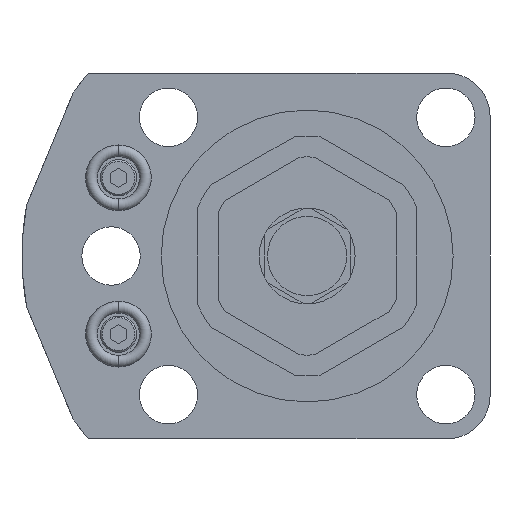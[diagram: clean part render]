
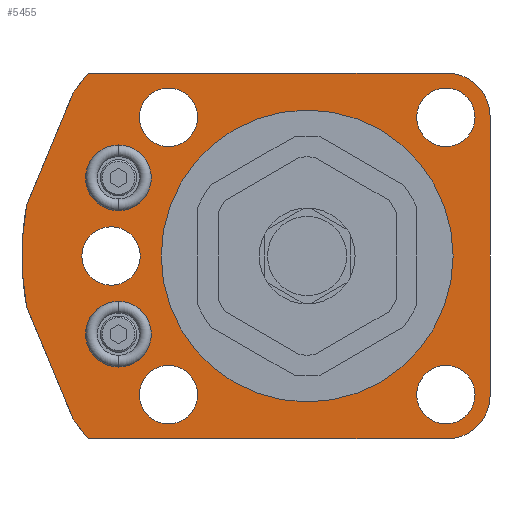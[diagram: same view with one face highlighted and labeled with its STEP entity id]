
A CAD part, front view. The second image highlights one B-rep face of the part: STEP entity #5455.
In plain terms, the highlighted planar face has unit normal (0, -1, 0).
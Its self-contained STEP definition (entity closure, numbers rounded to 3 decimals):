
#151=CARTESIAN_POINT('',(0.,0.,0.));
#152=DIRECTION('',(0.,-1.,0.));
#153=DIRECTION('',(-0.821,0.,-0.571));
#154=AXIS2_PLACEMENT_3D('',#151,#152,#153);
#169=CARTESIAN_POINT('',(0.,0.,0.));
#170=DIRECTION('',(0.,-1.,0.));
#171=DIRECTION('',(-0.767,0.,0.641));
#172=AXIS2_PLACEMENT_3D('',#169,#170,#171);
#207=CARTESIAN_POINT('',(0.,0.,0.));
#208=DIRECTION('',(0.,-1.,0.));
#209=DIRECTION('',(-0.984,0.,0.177));
#210=AXIS2_PLACEMENT_3D('',#207,#208,#209);
#488=CARTESIAN_POINT('',(0.,0.,0.));
#489=DIRECTION('',(0.,-1.,0.));
#490=DIRECTION('',(1.,0.,0.));
#491=AXIS2_PLACEMENT_3D('',#488,#489,#490);
#496=CARTESIAN_POINT('',(0.,0.,0.));
#497=DIRECTION('',(0.,1.,0.));
#498=DIRECTION('',(1.,0.,0.));
#499=AXIS2_PLACEMENT_3D('',#496,#497,#498);
#504=CARTESIAN_POINT('',(21.209,0.,-21.209));
#505=DIRECTION('',(0.,-1.,0.));
#506=DIRECTION('',(0.,0.,-1.));
#507=AXIS2_PLACEMENT_3D('',#504,#505,#506);
#512=DIRECTION('',(-1.,0.,0.));
#513=VECTOR('',#512,54.345);
#514=CARTESIAN_POINT('',(21.209,0.,-27.686));
#515=LINE('',#514,#513);
#519=DIRECTION('',(0.383,0.,-0.924));
#520=VECTOR('',#519,18.396);
#521=CARTESIAN_POINT('',(-42.497,0.,-7.647));
#522=LINE('',#521,#520);
#526=DIRECTION('',(0.383,0.,0.924));
#527=VECTOR('',#526,18.396);
#528=CARTESIAN_POINT('',(-42.497,0.,7.647));
#529=LINE('',#528,#527);
#533=DIRECTION('',(1.,0.,0.));
#534=VECTOR('',#533,54.345);
#535=CARTESIAN_POINT('',(-33.136,0.,27.686));
#536=LINE('',#535,#534);
#540=CARTESIAN_POINT('',(21.209,0.,21.209));
#541=DIRECTION('',(0.,-1.,0.));
#542=DIRECTION('',(1.,0.,0.));
#543=AXIS2_PLACEMENT_3D('',#540,#541,#542);
#548=DIRECTION('',(0.,0.,1.));
#549=VECTOR('',#548,42.418);
#550=CARTESIAN_POINT('',(27.686,0.,-21.209));
#551=LINE('',#550,#549);
#555=CARTESIAN_POINT('',(21.006,0.,21.006));
#556=DIRECTION('',(0.,-1.,0.));
#557=DIRECTION('',(1.,0.,0.));
#558=AXIS2_PLACEMENT_3D('',#555,#556,#557);
#563=CARTESIAN_POINT('',(21.006,0.,21.006));
#564=DIRECTION('',(0.,-1.,0.));
#565=DIRECTION('',(-1.,0.,0.));
#566=AXIS2_PLACEMENT_3D('',#563,#564,#565);
#571=CARTESIAN_POINT('',(21.006,0.,-21.006));
#572=DIRECTION('',(0.,-1.,0.));
#573=DIRECTION('',(1.,0.,0.));
#574=AXIS2_PLACEMENT_3D('',#571,#572,#573);
#579=CARTESIAN_POINT('',(21.006,0.,-21.006));
#580=DIRECTION('',(0.,-1.,0.));
#581=DIRECTION('',(-1.,0.,0.));
#582=AXIS2_PLACEMENT_3D('',#579,#580,#581);
#587=CARTESIAN_POINT('',(-29.693,0.,0.));
#588=DIRECTION('',(0.,-1.,0.));
#589=DIRECTION('',(1.,0.,0.));
#590=AXIS2_PLACEMENT_3D('',#587,#588,#589);
#595=CARTESIAN_POINT('',(-29.693,0.,0.));
#596=DIRECTION('',(0.,-1.,0.));
#597=DIRECTION('',(-1.,0.,0.));
#598=AXIS2_PLACEMENT_3D('',#595,#596,#597);
#603=CARTESIAN_POINT('',(-21.006,0.,21.006));
#604=DIRECTION('',(0.,-1.,0.));
#605=DIRECTION('',(1.,0.,0.));
#606=AXIS2_PLACEMENT_3D('',#603,#604,#605);
#611=CARTESIAN_POINT('',(-21.006,0.,21.006));
#612=DIRECTION('',(0.,-1.,0.));
#613=DIRECTION('',(-1.,0.,0.));
#614=AXIS2_PLACEMENT_3D('',#611,#612,#613);
#619=CARTESIAN_POINT('',(-21.006,0.,-21.006));
#620=DIRECTION('',(0.,-1.,0.));
#621=DIRECTION('',(1.,0.,0.));
#622=AXIS2_PLACEMENT_3D('',#619,#620,#621);
#627=CARTESIAN_POINT('',(-21.006,0.,-21.006));
#628=DIRECTION('',(0.,-1.,0.));
#629=DIRECTION('',(-1.,0.,0.));
#630=AXIS2_PLACEMENT_3D('',#627,#628,#629);
#635=CARTESIAN_POINT('',(-28.575,0.,-11.836));
#636=DIRECTION('',(0.,1.,0.));
#637=DIRECTION('',(-1.,0.,0.));
#638=AXIS2_PLACEMENT_3D('',#635,#636,#637);
#643=CARTESIAN_POINT('',(-28.575,0.,-11.836));
#644=DIRECTION('',(0.,1.,0.));
#645=DIRECTION('',(1.,0.,0.));
#646=AXIS2_PLACEMENT_3D('',#643,#644,#645);
#651=CARTESIAN_POINT('',(-28.575,0.,11.837));
#652=DIRECTION('',(0.,1.,0.));
#653=DIRECTION('',(-1.,0.,0.));
#654=AXIS2_PLACEMENT_3D('',#651,#652,#653);
#659=CARTESIAN_POINT('',(-28.575,0.,11.837));
#660=DIRECTION('',(0.,1.,0.));
#661=DIRECTION('',(1.,0.,0.));
#662=AXIS2_PLACEMENT_3D('',#659,#660,#661);
#4375=CARTESIAN_POINT('',(22.098,0.,0.));
#4377=VERTEX_POINT('',#4375);
#4379=CARTESIAN_POINT('',(-22.098,0.,0.));
#4381=VERTEX_POINT('',#4379);
#4382=CARTESIAN_POINT('',(-42.497,0.,-7.647));
#4383=CARTESIAN_POINT('',(-35.458,0.,-24.643));
#4384=VERTEX_POINT('',#4382);
#4385=VERTEX_POINT('',#4383);
#4386=CARTESIAN_POINT('',(-42.497,0.,7.647));
#4387=CARTESIAN_POINT('',(-35.458,0.,24.643));
#4388=VERTEX_POINT('',#4386);
#4389=VERTEX_POINT('',#4387);
#4390=CARTESIAN_POINT('',(-33.136,0.,27.686));
#4391=VERTEX_POINT('',#4390);
#4392=CARTESIAN_POINT('',(-33.136,0.,-27.686));
#4393=VERTEX_POINT('',#4392);
#4394=CARTESIAN_POINT('',(25.426,0.,21.006));
#4395=CARTESIAN_POINT('',(16.587,0.,21.006));
#4396=VERTEX_POINT('',#4394);
#4397=VERTEX_POINT('',#4395);
#4522=CARTESIAN_POINT('',(-33.553,0.,-11.836));
#4523=CARTESIAN_POINT('',(-23.597,0.,-11.836));
#4524=VERTEX_POINT('',#4522);
#4525=VERTEX_POINT('',#4523);
#4538=CARTESIAN_POINT('',(-33.553,0.,11.837));
#4539=CARTESIAN_POINT('',(-23.597,0.,11.837));
#4540=VERTEX_POINT('',#4538);
#4541=VERTEX_POINT('',#4539);
#4566=CARTESIAN_POINT('',(25.425,0.,-21.006));
#4567=CARTESIAN_POINT('',(16.586,0.,-21.006));
#4568=VERTEX_POINT('',#4566);
#4569=VERTEX_POINT('',#4567);
#4570=CARTESIAN_POINT('',(-25.273,0.,0.));
#4571=CARTESIAN_POINT('',(-34.112,0.,0.));
#4572=VERTEX_POINT('',#4570);
#4573=VERTEX_POINT('',#4571);
#4600=CARTESIAN_POINT('',(21.209,0.,-27.686));
#4601=CARTESIAN_POINT('',(27.686,0.,-21.209));
#4602=VERTEX_POINT('',#4600);
#4603=VERTEX_POINT('',#4601);
#4604=CARTESIAN_POINT('',(27.686,0.,21.209));
#4605=CARTESIAN_POINT('',(21.209,0.,27.686));
#4606=VERTEX_POINT('',#4604);
#4607=VERTEX_POINT('',#4605);
#4608=CARTESIAN_POINT('',(-16.586,0.,21.006));
#4609=CARTESIAN_POINT('',(-25.425,0.,21.006));
#4610=VERTEX_POINT('',#4608);
#4611=VERTEX_POINT('',#4609);
#4612=CARTESIAN_POINT('',(-16.587,0.,-21.006));
#4613=CARTESIAN_POINT('',(-25.426,0.,-21.006));
#4614=VERTEX_POINT('',#4612);
#4615=VERTEX_POINT('',#4613);
#5384=CARTESIAN_POINT('',(0.,0.,0.));
#5385=DIRECTION('',(0.,-1.,0.));
#5386=DIRECTION('',(-1.,0.,0.));
#5387=AXIS2_PLACEMENT_3D('',#5384,#5385,#5386);
#5388=PLANE('',#5387);
#5390=ORIENTED_EDGE('',*,*,#5389,.F.);
#5392=ORIENTED_EDGE('',*,*,#5391,.T.);
#5393=ORIENTED_EDGE('',*,*,#5108,.F.);
#5394=ORIENTED_EDGE('',*,*,#5209,.F.);
#5395=ORIENTED_EDGE('',*,*,#5157,.F.);
#5397=ORIENTED_EDGE('',*,*,#5396,.T.);
#5398=ORIENTED_EDGE('',*,*,#5133,.F.);
#5400=ORIENTED_EDGE('',*,*,#5399,.T.);
#5402=ORIENTED_EDGE('',*,*,#5401,.F.);
#5404=ORIENTED_EDGE('',*,*,#5403,.F.);
#5405=EDGE_LOOP('',(#5390,#5392,#5393,#5394,#5395,#5397,#5398,#5400,#5402,
#5404));
#5406=FACE_OUTER_BOUND('',#5405,.F.);
#5408=ORIENTED_EDGE('',*,*,#5407,.T.);
#5410=ORIENTED_EDGE('',*,*,#5409,.F.);
#5411=EDGE_LOOP('',(#5408,#5410));
#5412=FACE_BOUND('',#5411,.F.);
#5414=ORIENTED_EDGE('',*,*,#5413,.T.);
#5416=ORIENTED_EDGE('',*,*,#5415,.T.);
#5417=EDGE_LOOP('',(#5414,#5416));
#5418=FACE_BOUND('',#5417,.F.);
#5420=ORIENTED_EDGE('',*,*,#5419,.T.);
#5422=ORIENTED_EDGE('',*,*,#5421,.T.);
#5423=EDGE_LOOP('',(#5420,#5422));
#5424=FACE_BOUND('',#5423,.F.);
#5426=ORIENTED_EDGE('',*,*,#5425,.T.);
#5428=ORIENTED_EDGE('',*,*,#5427,.T.);
#5429=EDGE_LOOP('',(#5426,#5428));
#5430=FACE_BOUND('',#5429,.F.);
#5432=ORIENTED_EDGE('',*,*,#5431,.T.);
#5434=ORIENTED_EDGE('',*,*,#5433,.T.);
#5435=EDGE_LOOP('',(#5432,#5434));
#5436=FACE_BOUND('',#5435,.F.);
#5438=ORIENTED_EDGE('',*,*,#5437,.T.);
#5440=ORIENTED_EDGE('',*,*,#5439,.T.);
#5441=EDGE_LOOP('',(#5438,#5440));
#5442=FACE_BOUND('',#5441,.F.);
#5444=ORIENTED_EDGE('',*,*,#5443,.F.);
#5446=ORIENTED_EDGE('',*,*,#5445,.F.);
#5447=EDGE_LOOP('',(#5444,#5446));
#5448=FACE_BOUND('',#5447,.F.);
#5450=ORIENTED_EDGE('',*,*,#5449,.F.);
#5452=ORIENTED_EDGE('',*,*,#5451,.F.);
#5453=EDGE_LOOP('',(#5450,#5452));
#5454=FACE_BOUND('',#5453,.F.);
#155=CIRCLE('',#154,43.18);
#173=CIRCLE('',#172,43.18);
#211=CIRCLE('',#210,43.18);
#492=CIRCLE('',#491,22.098);
#500=CIRCLE('',#499,22.098);
#508=CIRCLE('',#507,6.477);
#544=CIRCLE('',#543,6.477);
#559=CIRCLE('',#558,4.42);
#567=CIRCLE('',#566,4.42);
#575=CIRCLE('',#574,4.42);
#583=CIRCLE('',#582,4.42);
#591=CIRCLE('',#590,4.42);
#599=CIRCLE('',#598,4.42);
#607=CIRCLE('',#606,4.42);
#615=CIRCLE('',#614,4.42);
#623=CIRCLE('',#622,4.42);
#631=CIRCLE('',#630,4.42);
#639=CIRCLE('',#638,4.978);
#647=CIRCLE('',#646,4.978);
#655=CIRCLE('',#654,4.978);
#663=CIRCLE('',#662,4.978);
#5108=EDGE_CURVE('',#4385,#4393,#155,.T.);
#5133=EDGE_CURVE('',#4391,#4389,#173,.T.);
#5157=EDGE_CURVE('',#4388,#4384,#211,.T.);
#5209=EDGE_CURVE('',#4384,#4385,#522,.T.);
#5389=EDGE_CURVE('',#4602,#4603,#508,.T.);
#5391=EDGE_CURVE('',#4602,#4393,#515,.T.);
#5396=EDGE_CURVE('',#4388,#4389,#529,.T.);
#5399=EDGE_CURVE('',#4391,#4607,#536,.T.);
#5401=EDGE_CURVE('',#4606,#4607,#544,.T.);
#5403=EDGE_CURVE('',#4603,#4606,#551,.T.);
#5407=EDGE_CURVE('',#4377,#4381,#492,.T.);
#5409=EDGE_CURVE('',#4377,#4381,#500,.T.);
#5413=EDGE_CURVE('',#4396,#4397,#559,.T.);
#5415=EDGE_CURVE('',#4397,#4396,#567,.T.);
#5419=EDGE_CURVE('',#4568,#4569,#575,.T.);
#5421=EDGE_CURVE('',#4569,#4568,#583,.T.);
#5425=EDGE_CURVE('',#4572,#4573,#591,.T.);
#5427=EDGE_CURVE('',#4573,#4572,#599,.T.);
#5431=EDGE_CURVE('',#4610,#4611,#607,.T.);
#5433=EDGE_CURVE('',#4611,#4610,#615,.T.);
#5437=EDGE_CURVE('',#4614,#4615,#623,.T.);
#5439=EDGE_CURVE('',#4615,#4614,#631,.T.);
#5443=EDGE_CURVE('',#4524,#4525,#639,.T.);
#5445=EDGE_CURVE('',#4525,#4524,#647,.T.);
#5449=EDGE_CURVE('',#4540,#4541,#655,.T.);
#5451=EDGE_CURVE('',#4541,#4540,#663,.T.);
#5455=ADVANCED_FACE('',(#5406,#5412,#5418,#5424,#5430,#5436,#5442,#5448,#5454),
#5388,.T.);
